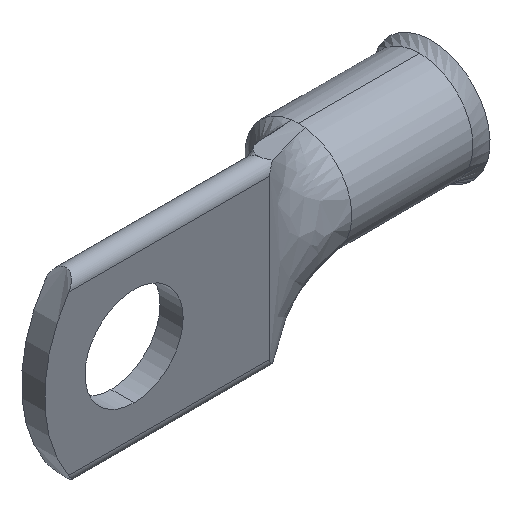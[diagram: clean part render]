
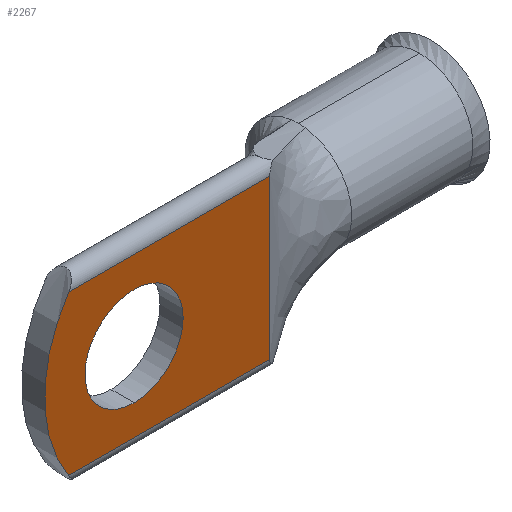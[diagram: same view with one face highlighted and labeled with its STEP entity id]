
A CAD part, isometric view. The second image highlights one B-rep face of the part: STEP entity #2267.
In plain terms, the highlighted planar face has unit normal (0, -1, 0).
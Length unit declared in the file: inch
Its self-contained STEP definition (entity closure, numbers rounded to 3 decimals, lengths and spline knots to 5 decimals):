
#187 = AXIS2_PLACEMENT_3D ( 'NONE', #1233, #4026, #1939 ) ;
#286 = EDGE_LOOP ( 'NONE', ( #1357, #3248 ) ) ;
#362 = EDGE_CURVE ( 'NONE', #3572, #3748, #3510, .T. ) ;
#476 = AXIS2_PLACEMENT_3D ( 'NONE', #4199, #876, #2878 ) ;
#524 = FACE_BOUND ( 'NONE', #286, .T. ) ;
#636 = CARTESIAN_POINT ( 'NONE',  ( -0.30648, -0.04, -0.275 ) ) ;
#794 = VECTOR ( 'NONE', #1944, 39.37008 ) ;
#796 = EDGE_CURVE ( 'NONE', #1957, #3723, #3036, .T. ) ;
#842 = VERTEX_POINT ( 'NONE', #3806 ) ;
#876 = DIRECTION ( 'NONE',  ( 0., -1., 0. ) ) ;
#920 = DIRECTION ( 'NONE',  ( 1., 0., 0. ) ) ;
#1113 = VECTOR ( 'NONE', #920, 39.37008 ) ;
#1209 = CARTESIAN_POINT ( 'NONE',  ( -0.08, -0.04, 0.17 ) ) ;
#1233 = CARTESIAN_POINT ( 'NONE',  ( -0.08, -0.04, 0. ) ) ;
#1277 = EDGE_CURVE ( 'NONE', #842, #3064, #4347, .T. ) ;
#1289 = CARTESIAN_POINT ( 'NONE',  ( 0.39, -0.04, 0. ) ) ;
#1291 = CARTESIAN_POINT ( 'NONE',  ( -0.30648, -0.04, 0.275 ) ) ;
#1357 = ORIENTED_EDGE ( 'NONE', *, *, #362, .F. ) ;
#1555 = FACE_OUTER_BOUND ( 'NONE', #2962, .T. ) ;
#1763 = EDGE_CURVE ( 'NONE', #3064, #1957, #2331, .T. ) ;
#1780 = CIRCLE ( 'NONE', #187, 0.17 ) ;
#1785 = DIRECTION ( 'NONE',  ( 0., -1., 0. ) ) ;
#1910 = DIRECTION ( 'NONE',  ( 0., -1., 0. ) ) ;
#1939 = DIRECTION ( 'NONE',  ( 0., 0., -1. ) ) ;
#1944 = DIRECTION ( 'NONE',  ( 0., 0., 1. ) ) ;
#1957 = VERTEX_POINT ( 'NONE', #1291 ) ;
#1989 = ORIENTED_EDGE ( 'NONE', *, *, #1763, .T. ) ;
#2267 = ADVANCED_FACE ( 'NONE', ( #524, #1555 ), #3259, .T. ) ;
#2331 = LINE ( 'NONE', #2402, #3165 ) ;
#2402 = CARTESIAN_POINT ( 'NONE',  ( -0.30648, -0.04, 0.275 ) ) ;
#2605 = ORIENTED_EDGE ( 'NONE', *, *, #1277, .T. ) ;
#2652 = LINE ( 'NONE', #2699, #1113 ) ;
#2699 = CARTESIAN_POINT ( 'NONE',  ( 0.10449, -0.04, -0.275 ) ) ;
#2796 = DIRECTION ( 'NONE',  ( 0., 0., -1. ) ) ;
#2878 = DIRECTION ( 'NONE',  ( 0., 0., -1. ) ) ;
#2962 = EDGE_LOOP ( 'NONE', ( #4075, #2972, #2605, #1989 ) ) ;
#2972 = ORIENTED_EDGE ( 'NONE', *, *, #4364, .T. ) ;
#3036 = CIRCLE ( 'NONE', #3741, 0.49449 ) ;
#3064 = VERTEX_POINT ( 'NONE', #4215 ) ;
#3108 = AXIS2_PLACEMENT_3D ( 'NONE', #3598, #1910, #3273 ) ;
#3150 = CARTESIAN_POINT ( 'NONE',  ( -0.08, -0.04, -0.17 ) ) ;
#3165 = VECTOR ( 'NONE', #3354, 39.37008 ) ;
#3248 = ORIENTED_EDGE ( 'NONE', *, *, #3595, .F. ) ;
#3259 = PLANE ( 'NONE',  #476 ) ;
#3273 = DIRECTION ( 'NONE',  ( 0., 0., -1. ) ) ;
#3354 = DIRECTION ( 'NONE',  ( -1., 0., 0. ) ) ;
#3510 = CIRCLE ( 'NONE', #3108, 0.17 ) ;
#3572 = VERTEX_POINT ( 'NONE', #1209 ) ;
#3595 = EDGE_CURVE ( 'NONE', #3748, #3572, #1780, .T. ) ;
#3598 = CARTESIAN_POINT ( 'NONE',  ( -0.08, -0.04, 0. ) ) ;
#3723 = VERTEX_POINT ( 'NONE', #636 ) ;
#3741 = AXIS2_PLACEMENT_3D ( 'NONE', #4138, #1785, #2796 ) ;
#3748 = VERTEX_POINT ( 'NONE', #3150 ) ;
#3806 = CARTESIAN_POINT ( 'NONE',  ( 0.39, -0.04, -0.275 ) ) ;
#4026 = DIRECTION ( 'NONE',  ( 0., -1., 0. ) ) ;
#4075 = ORIENTED_EDGE ( 'NONE', *, *, #796, .T. ) ;
#4138 = CARTESIAN_POINT ( 'NONE',  ( 0.10449, -0.04, 0. ) ) ;
#4199 = CARTESIAN_POINT ( 'NONE',  ( 0.10449, -0.04, 0. ) ) ;
#4215 = CARTESIAN_POINT ( 'NONE',  ( 0.39, -0.04, 0.275 ) ) ;
#4347 = LINE ( 'NONE', #1289, #794 ) ;
#4364 = EDGE_CURVE ( 'NONE', #3723, #842, #2652, .T. ) ;
